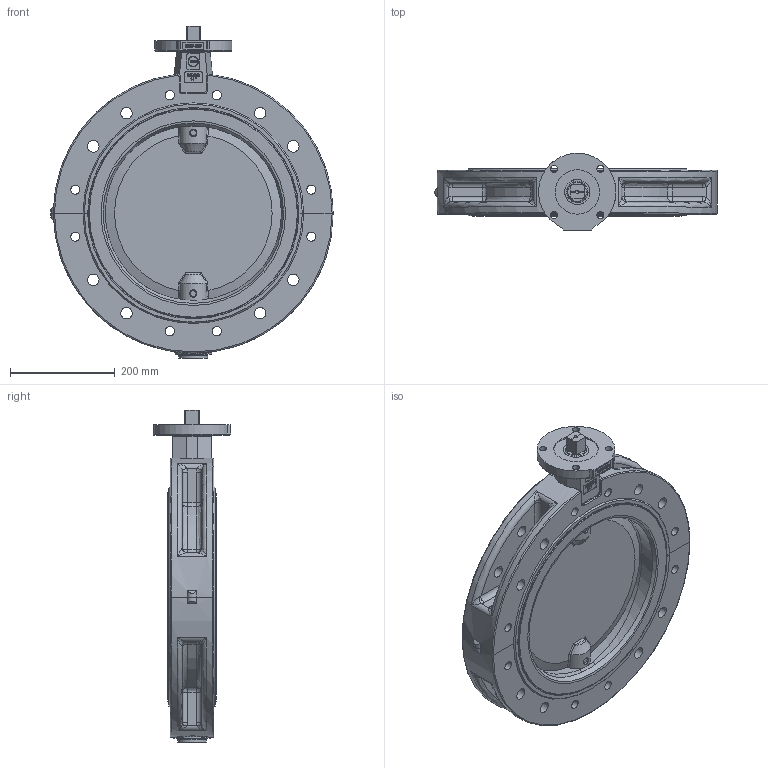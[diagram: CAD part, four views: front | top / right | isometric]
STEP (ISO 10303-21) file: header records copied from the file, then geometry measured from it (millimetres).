
FILE_DESCRIPTION((''),'2;1');
FILE_NAME('T212-A DN350.stp','2007-11-13T14:57:21',('hellwig'),(''),'Autodesk Inventor 11','Autodesk Inventor 11','');
FILE_SCHEMA(('AUTOMOTIVE_DESIGN { 1 0 10303 214 1 1 1 1 }'));
Length unit declared in the file: millimetre
Products named in the file (20): T212-A DN350; T21F-350-0000-15-1; T21F-350-0000-15-2; MP1K-350-0000-25; Elast-000-4-034 R07_Elastomereinlage für Nennweite 80 [Title [Summary]=DN350]; Lagerbuchse 40x44x40; D100-350-4-101Rev; TF 54,4x40,5x2; KNXF-000-0000-43_Dachmanschette T211(_FS)T214 [Title [Summary]=DN350(_FS)400]; O-Ring 40x2,5; KRXF-000-0003-40_Abstreifer [Title [Summary]=DN350-400]; DIN 912  (Regelgewinde) - ersetzt durch DIN EN ISO 4762 M20 x 110; DIN 7603  A A48 x 55  (lt); DIN 908  (Feingewinde) M48 x 1; SW1F-350-0003-20; SN1F-350-0004-20; WOVS-350-0016-40; WURS-400-0004-40; KSXF-400-0001-40; ISO 2338 10 h8 x 32 - B
Assembly tree (35 placements, depth 3):
  T212-A DN350
    T21F-350-0000-15-1
    T21F-350-0000-15-2
    MP1K-350-0000-25
    Elast-000-4-034 R07_Elastomereinlage für Nennweite 80 [Title [Summary]=DN350]  x2
    Lagerbuchse 40x44x40  x3
    D100-350-4-101Rev  x2
    TF 54,4x40,5x2  x8
    KNXF-000-0000-43_Dachmanschette T211(_FS)T214 [Title [Summary]=DN350(_FS)400]  x2
    O-Ring 40x2,5  x2
    KRXF-000-0003-40_Abstreifer [Title [Summary]=DN350-400]
    DIN 912  (Regelgewinde) - ersetzt durch DIN EN ISO 4762 M20 x 110  x2
    DIN 7603  A A48 x 55  (lt)
    DIN 908  (Feingewinde) M48 x 1
    SW1F-350-0003-20
      SN1F-350-0004-20
      WOVS-350-0016-40
      WURS-400-0004-40
      KSXF-400-0001-40  x2
    ISO 2338 10 h8 x 32 - B  x2
Bounding box: 540 x 147.87 x 634.97 mm (x, y, z)
Volume: 11414555.5 mm3; surface area: 1614731 mm2
Topology: 34 solids, 34 shells, 946 faces, 2363 edges, 1488 vertices
Faces by surface type: bspline 315, plane 304, cylinder 196, cone 89, torus 39, sphere 3
Full cylindrical faces by diameter (mm): 10 x2, 14 x6, 20 x2, 30 x2, 40 x12, 40.1 x2, 40.5 x8, 41 x1, 44 x6, 45 x3, 45.1 x2, 48 x1, 48.2 x1, 48.3 x1, 54.4 x8, 54.9 x1, 55 x5, 70 x1, 85 x1, 344 x1, 400 x2
Entity records: 43417 total; most frequent: CARTESIAN_POINT 24562, ORIENTED_EDGE 3908, DIRECTION 3215, EDGE_CURVE 1954, VERTEX_POINT 1333, AXIS2_PLACEMENT_3D 1168, EDGE_LOOP 1149, VECTOR 879
